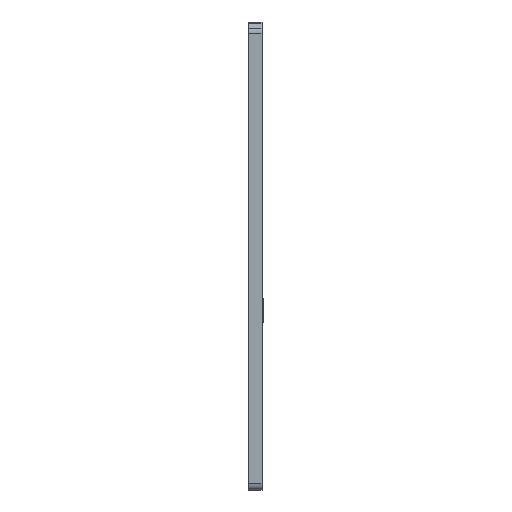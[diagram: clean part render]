
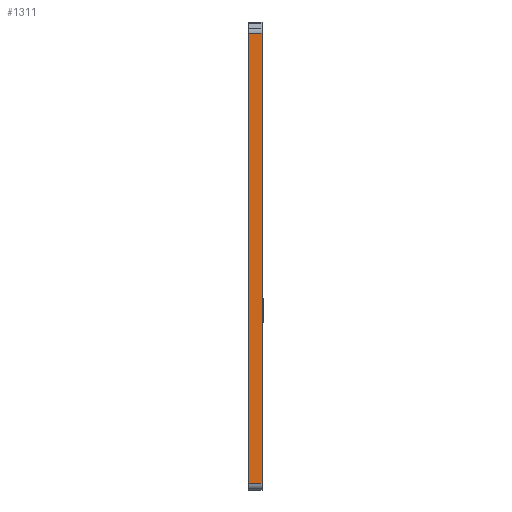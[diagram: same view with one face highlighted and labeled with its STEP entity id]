
A CAD part, left-side view. The second image highlights one B-rep face of the part: STEP entity #1311.
In plain terms, the highlighted planar face has unit normal (-1, 0, 0).
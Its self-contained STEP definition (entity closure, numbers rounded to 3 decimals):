
#33 = PLANE('',#34);
#34 = AXIS2_PLACEMENT_3D('',#35,#36,#37);
#35 = CARTESIAN_POINT('',(868.,30.,-480.5));
#36 = DIRECTION('',(0.,1.,0.));
#37 = DIRECTION('',(-1.,0.,0.));
#381 = VERTEX_POINT('',#382);
#382 = CARTESIAN_POINT('',(118.,30.,-128.784));
#397 = CYLINDRICAL_SURFACE('',#398,5.);
#398 = AXIS2_PLACEMENT_3D('',#399,#400,#401);
#399 = CARTESIAN_POINT('',(123.,30.,-128.784));
#400 = DIRECTION('',(0.,1.,0.));
#401 = DIRECTION('',(-1.,0.,0.));
#409 = EDGE_CURVE('',#410,#381,#412,.T.);
#410 = VERTEX_POINT('',#411);
#411 = CARTESIAN_POINT('',(118.,30.,-465.5));
#412 = SURFACE_CURVE('',#413,(#417,#424),.PCURVE_S1.);
#413 = LINE('',#414,#415);
#414 = CARTESIAN_POINT('',(118.,30.,-465.5));
#415 = VECTOR('',#416,1.);
#416 = DIRECTION('',(0.,0.,1.));
#417 = PCURVE('',#33,#418);
#418 = DEFINITIONAL_REPRESENTATION('',(#419),#423);
#419 = LINE('',#420,#421);
#420 = CARTESIAN_POINT('',(750.,15.));
#421 = VECTOR('',#422,1.);
#422 = DIRECTION('',(0.,1.));
#423 = ( GEOMETRIC_REPRESENTATION_CONTEXT(2) 
PARAMETRIC_REPRESENTATION_CONTEXT() REPRESENTATION_CONTEXT('2D SPACE',''
  ) );
#424 = PCURVE('',#425,#430);
#425 = PLANE('',#426);
#426 = AXIS2_PLACEMENT_3D('',#427,#428,#429);
#427 = CARTESIAN_POINT('',(118.,30.,-465.5));
#428 = DIRECTION('',(-1.,0.,0.));
#429 = DIRECTION('',(0.,0.,1.));
#430 = DEFINITIONAL_REPRESENTATION('',(#431),#435);
#431 = LINE('',#432,#433);
#432 = CARTESIAN_POINT('',(0.,0.));
#433 = VECTOR('',#434,1.);
#434 = DIRECTION('',(1.,0.));
#435 = ( GEOMETRIC_REPRESENTATION_CONTEXT(2) 
PARAMETRIC_REPRESENTATION_CONTEXT() REPRESENTATION_CONTEXT('2D SPACE',''
  ) );
#454 = CYLINDRICAL_SURFACE('',#455,5.);
#455 = AXIS2_PLACEMENT_3D('',#456,#457,#458);
#456 = CARTESIAN_POINT('',(123.,30.,-465.5));
#457 = DIRECTION('',(0.,1.,0.));
#458 = DIRECTION('',(-1.,0.,0.));
#773 = PLANE('',#774);
#774 = AXIS2_PLACEMENT_3D('',#775,#776,#777);
#775 = CARTESIAN_POINT('',(868.,20.,-480.5));
#776 = DIRECTION('',(0.,1.,0.));
#777 = DIRECTION('',(-1.,0.,0.));
#1267 = VERTEX_POINT('',#1268);
#1268 = CARTESIAN_POINT('',(118.,20.,-465.5));
#1290 = EDGE_CURVE('',#410,#1267,#1291,.T.);
#1291 = SURFACE_CURVE('',#1292,(#1296,#1303),.PCURVE_S1.);
#1292 = LINE('',#1293,#1294);
#1293 = CARTESIAN_POINT('',(118.,30.,-465.5));
#1294 = VECTOR('',#1295,1.);
#1295 = DIRECTION('',(0.,-1.,0.));
#1296 = PCURVE('',#454,#1297);
#1297 = DEFINITIONAL_REPRESENTATION('',(#1298),#1302);
#1298 = LINE('',#1299,#1300);
#1299 = CARTESIAN_POINT('',(6.283,0.));
#1300 = VECTOR('',#1301,1.);
#1301 = DIRECTION('',(0.,-1.));
#1302 = ( GEOMETRIC_REPRESENTATION_CONTEXT(2) 
PARAMETRIC_REPRESENTATION_CONTEXT() REPRESENTATION_CONTEXT('2D SPACE',''
  ) );
#1303 = PCURVE('',#425,#1304);
#1304 = DEFINITIONAL_REPRESENTATION('',(#1305),#1309);
#1305 = LINE('',#1306,#1307);
#1306 = CARTESIAN_POINT('',(0.,0.));
#1307 = VECTOR('',#1308,1.);
#1308 = DIRECTION('',(0.,-1.));
#1309 = ( GEOMETRIC_REPRESENTATION_CONTEXT(2) 
PARAMETRIC_REPRESENTATION_CONTEXT() REPRESENTATION_CONTEXT('2D SPACE',''
  ) );
#1311 = ADVANCED_FACE('',(#1312),#425,.T.);
#1312 = FACE_BOUND('',#1313,.F.);
#1313 = EDGE_LOOP('',(#1314,#1315,#1338,#1359));
#1314 = ORIENTED_EDGE('',*,*,#409,.T.);
#1315 = ORIENTED_EDGE('',*,*,#1316,.T.);
#1316 = EDGE_CURVE('',#381,#1317,#1319,.T.);
#1317 = VERTEX_POINT('',#1318);
#1318 = CARTESIAN_POINT('',(118.,20.,-128.784));
#1319 = SURFACE_CURVE('',#1320,(#1324,#1331),.PCURVE_S1.);
#1320 = LINE('',#1321,#1322);
#1321 = CARTESIAN_POINT('',(118.,30.,-128.784));
#1322 = VECTOR('',#1323,1.);
#1323 = DIRECTION('',(0.,-1.,0.));
#1324 = PCURVE('',#425,#1325);
#1325 = DEFINITIONAL_REPRESENTATION('',(#1326),#1330);
#1326 = LINE('',#1327,#1328);
#1327 = CARTESIAN_POINT('',(336.716,0.));
#1328 = VECTOR('',#1329,1.);
#1329 = DIRECTION('',(0.,-1.));
#1330 = ( GEOMETRIC_REPRESENTATION_CONTEXT(2) 
PARAMETRIC_REPRESENTATION_CONTEXT() REPRESENTATION_CONTEXT('2D SPACE',''
  ) );
#1331 = PCURVE('',#397,#1332);
#1332 = DEFINITIONAL_REPRESENTATION('',(#1333),#1337);
#1333 = LINE('',#1334,#1335);
#1334 = CARTESIAN_POINT('',(0.,0.));
#1335 = VECTOR('',#1336,1.);
#1336 = DIRECTION('',(0.,-1.));
#1337 = ( GEOMETRIC_REPRESENTATION_CONTEXT(2) 
PARAMETRIC_REPRESENTATION_CONTEXT() REPRESENTATION_CONTEXT('2D SPACE',''
  ) );
#1338 = ORIENTED_EDGE('',*,*,#1339,.F.);
#1339 = EDGE_CURVE('',#1267,#1317,#1340,.T.);
#1340 = SURFACE_CURVE('',#1341,(#1345,#1352),.PCURVE_S1.);
#1341 = LINE('',#1342,#1343);
#1342 = CARTESIAN_POINT('',(118.,20.,-465.5));
#1343 = VECTOR('',#1344,1.);
#1344 = DIRECTION('',(0.,0.,1.));
#1345 = PCURVE('',#425,#1346);
#1346 = DEFINITIONAL_REPRESENTATION('',(#1347),#1351);
#1347 = LINE('',#1348,#1349);
#1348 = CARTESIAN_POINT('',(0.,-10.));
#1349 = VECTOR('',#1350,1.);
#1350 = DIRECTION('',(1.,0.));
#1351 = ( GEOMETRIC_REPRESENTATION_CONTEXT(2) 
PARAMETRIC_REPRESENTATION_CONTEXT() REPRESENTATION_CONTEXT('2D SPACE',''
  ) );
#1352 = PCURVE('',#773,#1353);
#1353 = DEFINITIONAL_REPRESENTATION('',(#1354),#1358);
#1354 = LINE('',#1355,#1356);
#1355 = CARTESIAN_POINT('',(750.,15.));
#1356 = VECTOR('',#1357,1.);
#1357 = DIRECTION('',(0.,1.));
#1358 = ( GEOMETRIC_REPRESENTATION_CONTEXT(2) 
PARAMETRIC_REPRESENTATION_CONTEXT() REPRESENTATION_CONTEXT('2D SPACE',''
  ) );
#1359 = ORIENTED_EDGE('',*,*,#1290,.F.);
